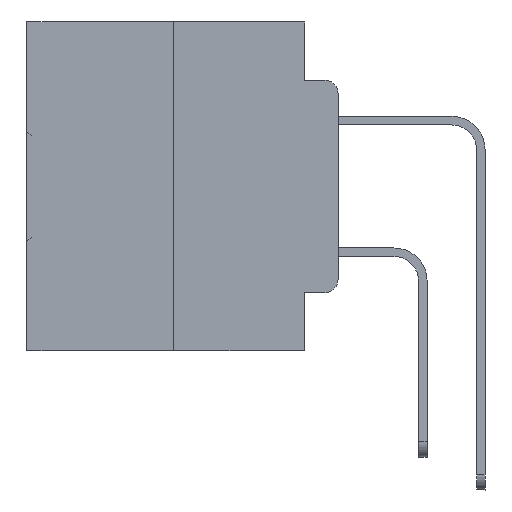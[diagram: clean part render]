
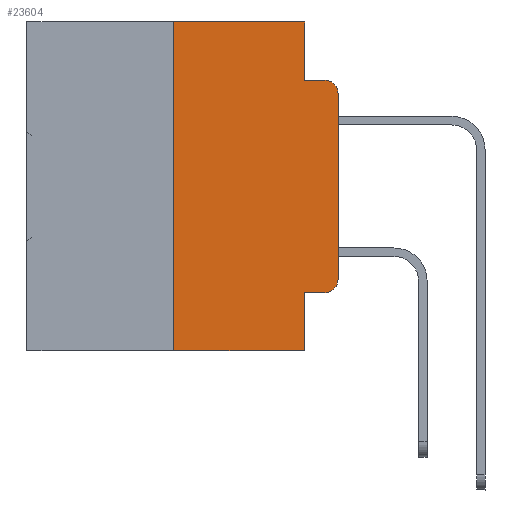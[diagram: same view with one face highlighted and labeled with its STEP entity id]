
A CAD part, left-side view. The second image highlights one B-rep face of the part: STEP entity #23604.
In plain terms, the highlighted planar face has unit normal (-1, 0, 0).
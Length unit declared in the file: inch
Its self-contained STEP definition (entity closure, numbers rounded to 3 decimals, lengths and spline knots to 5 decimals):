
#373 = VERTEX_POINT ( 'NONE', #14412 ) ;
#682 = AXIS2_PLACEMENT_3D ( 'NONE', #11814, #16856, #19347 ) ;
#899 = PLANE ( 'NONE',  #682 ) ;
#1231 = DIRECTION ( 'NONE',  ( -1., 0., 0. ) ) ;
#2631 = EDGE_CURVE ( 'NONE', #21796, #13400, #20776, .T. ) ;
#3392 = EDGE_LOOP ( 'NONE', ( #9446, #20523, #11609, #9281, #35108, #12113, #23395, #27920, #10505, #10332 ) ) ;
#4117 = DIRECTION ( 'NONE',  ( 0., -1., 0. ) ) ;
#4243 = LINE ( 'NONE', #33984, #25336 ) ;
#6809 = LINE ( 'NONE', #31714, #17376 ) ;
#6989 = CARTESIAN_POINT ( 'NONE',  ( 0., 0.473, 0. ) ) ;
#7944 = AXIS2_PLACEMENT_3D ( 'NONE', #8720, #21790, #33076 ) ;
#7958 = EDGE_CURVE ( 'NONE', #13302, #35265, #6809, .T. ) ;
#8720 = CARTESIAN_POINT ( 'NONE',  ( 0., 0.02, -0.1085 ) ) ;
#8910 = EDGE_CURVE ( 'NONE', #20781, #21796, #18483, .T. ) ;
#9152 = VERTEX_POINT ( 'NONE', #9860 ) ;
#9281 = ORIENTED_EDGE ( 'NONE', *, *, #10573, .F. ) ;
#9283 = DIRECTION ( 'NONE',  ( 0., 0., 1. ) ) ;
#9446 = ORIENTED_EDGE ( 'NONE', *, *, #30818, .T. ) ;
#9860 = CARTESIAN_POINT ( 'NONE',  ( 0., 0., -0.3915 ) ) ;
#9990 = CARTESIAN_POINT ( 'NONE',  ( 0., 0., 0. ) ) ;
#10332 = ORIENTED_EDGE ( 'NONE', *, *, #27173, .T. ) ;
#10505 = ORIENTED_EDGE ( 'NONE', *, *, #28924, .T. ) ;
#10573 = EDGE_CURVE ( 'NONE', #13400, #13302, #28380, .T. ) ;
#11471 = EDGE_CURVE ( 'NONE', #20781, #32774, #4243, .T. ) ;
#11609 = ORIENTED_EDGE ( 'NONE', *, *, #7958, .F. ) ;
#11814 = CARTESIAN_POINT ( 'NONE',  ( 0., 0.473, 0. ) ) ;
#12113 = ORIENTED_EDGE ( 'NONE', *, *, #8910, .F. ) ;
#12310 = VERTEX_POINT ( 'NONE', #22786 ) ;
#12431 = CARTESIAN_POINT ( 'NONE',  ( 0., 0.051, 0. ) ) ;
#12530 = CIRCLE ( 'NONE', #7944, 0.02 ) ;
#13302 = VERTEX_POINT ( 'NONE', #16753 ) ;
#13400 = VERTEX_POINT ( 'NONE', #12431 ) ;
#13944 = VECTOR ( 'NONE', #34388, 39.37008 ) ;
#14364 = CARTESIAN_POINT ( 'NONE',  ( 0., 0.25, 0. ) ) ;
#14412 = CARTESIAN_POINT ( 'NONE',  ( 0., 0.051, -0.4115 ) ) ;
#16090 = CARTESIAN_POINT ( 'NONE',  ( 0., 0.051, 0. ) ) ;
#16494 = DIRECTION ( 'NONE',  ( 0., 0., 1. ) ) ;
#16753 = CARTESIAN_POINT ( 'NONE',  ( 0., 0.051, -0.0885 ) ) ;
#16856 = DIRECTION ( 'NONE',  ( 1., 0., 0. ) ) ;
#17336 = CARTESIAN_POINT ( 'NONE',  ( 0., 0.051, -0.4115 ) ) ;
#17376 = VECTOR ( 'NONE', #4117, 39.37008 ) ;
#18483 = LINE ( 'NONE', #21349, #26160 ) ;
#19342 = DIRECTION ( 'NONE',  ( 0., 0., -1. ) ) ;
#19347 = DIRECTION ( 'NONE',  ( 0., 0., -1. ) ) ;
#20523 = ORIENTED_EDGE ( 'NONE', *, *, #34946, .T. ) ;
#20776 = LINE ( 'NONE', #6989, #13944 ) ;
#20781 = VERTEX_POINT ( 'NONE', #21163 ) ;
#21118 = DIRECTION ( 'NONE',  ( 0., 0., -1. ) ) ;
#21163 = CARTESIAN_POINT ( 'NONE',  ( 0., 0.25, -0.5 ) ) ;
#21349 = CARTESIAN_POINT ( 'NONE',  ( 0., 0.25, 0. ) ) ;
#21790 = DIRECTION ( 'NONE',  ( -1., 0., 0. ) ) ;
#21796 = VERTEX_POINT ( 'NONE', #14364 ) ;
#21833 = LINE ( 'NONE', #16090, #27739 ) ;
#22710 = DIRECTION ( 'NONE',  ( 0., -1., 0. ) ) ;
#22786 = CARTESIAN_POINT ( 'NONE',  ( 0., 0.02, -0.4115 ) ) ;
#23395 = ORIENTED_EDGE ( 'NONE', *, *, #11471, .T. ) ;
#23604 = ADVANCED_FACE ( 'NONE', ( #30811 ), #899, .F. ) ;
#24536 = CARTESIAN_POINT ( 'NONE',  ( 0., 0.02, -0.3915 ) ) ;
#24685 = VECTOR ( 'NONE', #29200, 39.37008 ) ;
#25336 = VECTOR ( 'NONE', #25912, 39.37008 ) ;
#25408 = LINE ( 'NONE', #17336, #28826 ) ;
#25912 = DIRECTION ( 'NONE',  ( 0., -1., 0. ) ) ;
#26062 = VECTOR ( 'NONE', #9283, 39.37008 ) ;
#26160 = VECTOR ( 'NONE', #16494, 39.37008 ) ;
#26277 = VERTEX_POINT ( 'NONE', #27178 ) ;
#27173 = EDGE_CURVE ( 'NONE', #12310, #9152, #33424, .T. ) ;
#27178 = CARTESIAN_POINT ( 'NONE',  ( 0., 0., -0.1085 ) ) ;
#27290 = CARTESIAN_POINT ( 'NONE',  ( 0., 0.02, -0.0885 ) ) ;
#27739 = VECTOR ( 'NONE', #21118, 39.37008 ) ;
#27920 = ORIENTED_EDGE ( 'NONE', *, *, #30576, .F. ) ;
#28380 = LINE ( 'NONE', #33934, #24685 ) ;
#28629 = LINE ( 'NONE', #9990, #26062 ) ;
#28737 = CARTESIAN_POINT ( 'NONE',  ( 0., 0.051, -0.5 ) ) ;
#28826 = VECTOR ( 'NONE', #22710, 39.37008 ) ;
#28924 = EDGE_CURVE ( 'NONE', #373, #12310, #25408, .T. ) ;
#29200 = DIRECTION ( 'NONE',  ( 0., 0., -1. ) ) ;
#29419 = AXIS2_PLACEMENT_3D ( 'NONE', #24536, #1231, #19342 ) ;
#30576 = EDGE_CURVE ( 'NONE', #373, #32774, #21833, .T. ) ;
#30811 = FACE_OUTER_BOUND ( 'NONE', #3392, .T. ) ;
#30818 = EDGE_CURVE ( 'NONE', #9152, #26277, #28629, .T. ) ;
#31714 = CARTESIAN_POINT ( 'NONE',  ( 0., 0.051, -0.0885 ) ) ;
#32774 = VERTEX_POINT ( 'NONE', #28737 ) ;
#33076 = DIRECTION ( 'NONE',  ( 0., 0., -1. ) ) ;
#33424 = CIRCLE ( 'NONE', #29419, 0.02 ) ;
#33934 = CARTESIAN_POINT ( 'NONE',  ( 0., 0.051, 0. ) ) ;
#33984 = CARTESIAN_POINT ( 'NONE',  ( 0., 0.473, -0.5 ) ) ;
#34388 = DIRECTION ( 'NONE',  ( 0., -1., 0. ) ) ;
#34946 = EDGE_CURVE ( 'NONE', #26277, #35265, #12530, .T. ) ;
#35108 = ORIENTED_EDGE ( 'NONE', *, *, #2631, .F. ) ;
#35265 = VERTEX_POINT ( 'NONE', #27290 ) ;
